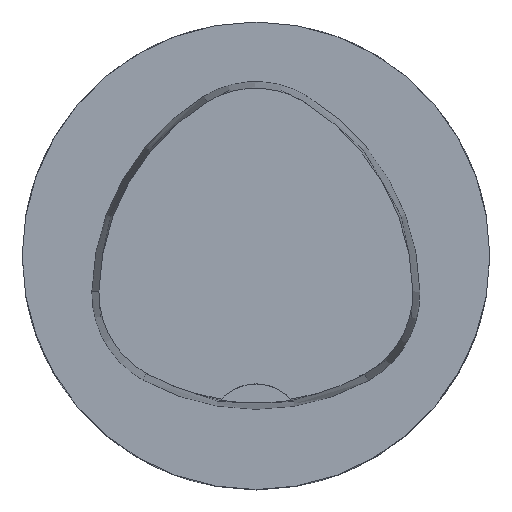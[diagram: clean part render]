
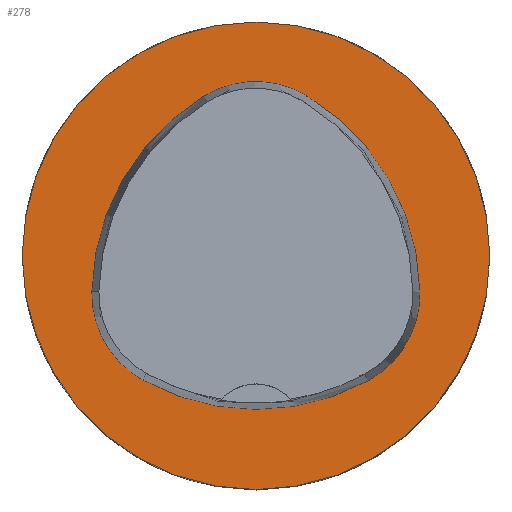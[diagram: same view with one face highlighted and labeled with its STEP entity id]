
A CAD part, top view. The second image highlights one B-rep face of the part: STEP entity #278.
In plain terms, the highlighted planar face has unit normal (0, 0, 1).
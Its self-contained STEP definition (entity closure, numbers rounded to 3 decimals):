
#131=FACE_BOUND('',#553,.T.);
#132=FACE_BOUND('',#554,.T.);
#162=CIRCLE('',#2196,20.);
#164=CIRCLE('',#2199,8.5);
#166=CIRCLE('',#2202,20.);
#168=CIRCLE('',#2205,8.5);
#172=CIRCLE('',#2210,20.);
#174=CIRCLE('',#2213,8.5);
#177=CIRCLE('',#2218,20.);
#278=ADVANCED_FACE('',(#131,#132),#356,.T.);
#356=PLANE('',#2219);
#553=EDGE_LOOP('',(#1062,#1063,#1064,#1065,#1066,#1067));
#554=EDGE_LOOP('',(#1068));
#1062=ORIENTED_EDGE('',*,*,#1597,.T.);
#1063=ORIENTED_EDGE('',*,*,#1577,.T.);
#1064=ORIENTED_EDGE('',*,*,#1581,.T.);
#1065=ORIENTED_EDGE('',*,*,#1584,.T.);
#1066=ORIENTED_EDGE('',*,*,#1587,.T.);
#1067=ORIENTED_EDGE('',*,*,#1595,.T.);
#1068=ORIENTED_EDGE('',*,*,#1600,.F.);
#1327=VERTEX_POINT('',#3452);
#1328=VERTEX_POINT('',#3453);
#1331=VERTEX_POINT('',#3461);
#1333=VERTEX_POINT('',#3467);
#1335=VERTEX_POINT('',#3473);
#1342=VERTEX_POINT('',#3494);
#1343=VERTEX_POINT('',#3504);
#1577=EDGE_CURVE('',#1327,#1328,#162,.T.);
#1581=EDGE_CURVE('',#1328,#1331,#164,.T.);
#1584=EDGE_CURVE('',#1331,#1333,#166,.T.);
#1587=EDGE_CURVE('',#1333,#1335,#168,.T.);
#1595=EDGE_CURVE('',#1335,#1342,#172,.T.);
#1597=EDGE_CURVE('',#1342,#1327,#174,.T.);
#1600=EDGE_CURVE('',#1343,#1343,#177,.T.);
#2196=AXIS2_PLACEMENT_3D('',#3451,#2663,#2664);
#2199=AXIS2_PLACEMENT_3D('',#3460,#2671,#2672);
#2202=AXIS2_PLACEMENT_3D('',#3466,#2678,#2679);
#2205=AXIS2_PLACEMENT_3D('',#3472,#2685,#2686);
#2210=AXIS2_PLACEMENT_3D('',#3495,#2697,#2698);
#2213=AXIS2_PLACEMENT_3D('',#3498,#2703,#2704);
#2218=AXIS2_PLACEMENT_3D('',#3503,#2713,#2714);
#2219=AXIS2_PLACEMENT_3D('',#3505,#2715,#2716);
#2663=DIRECTION('',(0.,0.,-1.));
#2664=DIRECTION('',(-1.,0.,0.));
#2671=DIRECTION('',(0.,0.,-1.));
#2672=DIRECTION('',(-1.,0.,0.));
#2678=DIRECTION('',(0.,0.,-1.));
#2679=DIRECTION('',(-1.,0.,0.));
#2685=DIRECTION('',(0.,0.,-1.));
#2686=DIRECTION('',(-1.,0.,0.));
#2697=DIRECTION('',(0.,0.,-1.));
#2698=DIRECTION('',(-1.,0.,0.));
#2703=DIRECTION('',(0.,0.,-1.));
#2704=DIRECTION('',(-1.,0.,0.));
#2713=DIRECTION('',(0.,0.,-1.));
#2714=DIRECTION('',(-1.,0.,0.));
#2715=DIRECTION('',(0.,0.,1.));
#2716=DIRECTION('',(1.,0.,0.));
#3451=CARTESIAN_POINT('',(5.955,-3.414,0.));
#3452=CARTESIAN_POINT('',(-14.041,-3.042,0.));
#3453=CARTESIAN_POINT('',(-4.472,13.653,0.));
#3460=CARTESIAN_POINT('',(-0.04,6.4,0.));
#3461=CARTESIAN_POINT('',(4.347,13.68,0.));
#3466=CARTESIAN_POINT('',(-5.976,-3.45,0.));
#3467=CARTESIAN_POINT('',(14.021,-3.075,0.));
#3472=CARTESIAN_POINT('',(5.522,-3.235,0.));
#3473=CARTESIAN_POINT('',(9.588,-10.699,0.));
#3494=CARTESIAN_POINT('',(-9.655,-10.639,0.));
#3495=CARTESIAN_POINT('',(0.022,6.864,0.));
#3498=CARTESIAN_POINT('',(-5.543,-3.2,0.));
#3503=CARTESIAN_POINT('',(0.,0.,0.));
#3504=CARTESIAN_POINT('',(-20.,0.,0.));
#3505=CARTESIAN_POINT('',(0.,0.,0.));
